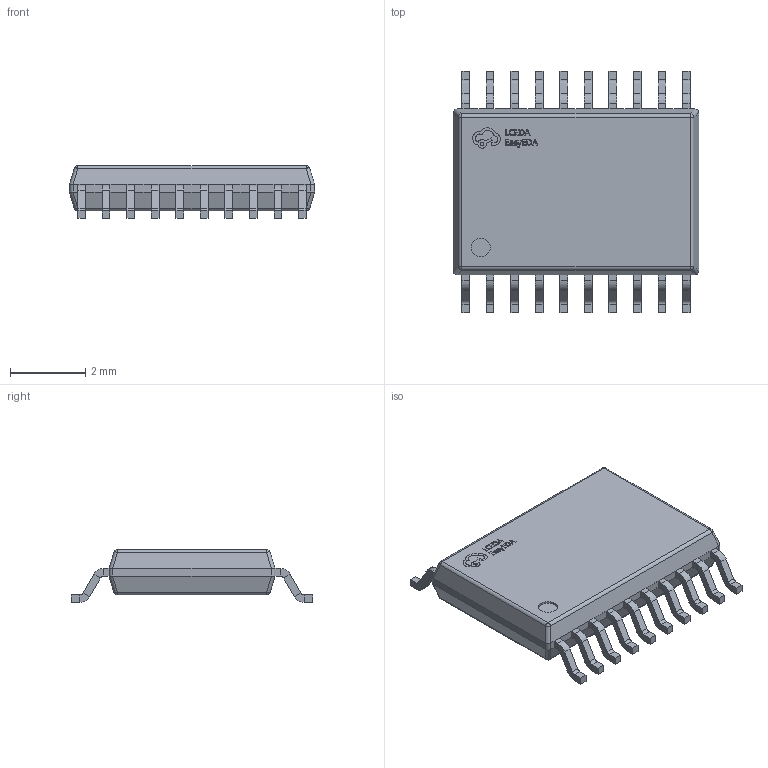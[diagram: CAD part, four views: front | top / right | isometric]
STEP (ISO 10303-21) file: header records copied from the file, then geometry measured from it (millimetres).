
FILE_DESCRIPTION (( 'STEP AP214' ), '1' );
FILE_NAME ('SOP-20_L6.5-W4.4-H1.2-LS6.4-P0.65.step', '2022-07-26T10:05:00', ( '' ), ( '' ), 'SwSTEP 2.0', 'SolidWorks 2020', '' );
FILE_SCHEMA (( 'AUTOMOTIVE_DESIGN' ));
Length unit declared in the file: millimetre
Products named in the file (1): SOP-20_L6.5-W4.4-H1.2-LS6.4-P0.65
Bounding box: 6.5 x 6.4 x 1.4 mm (x, y, z)
Volume: 33.7 mm3; surface area: 98.7 mm2
Topology: 14 solids, 14 shells, 775 faces, 1793 edges, 1054 vertices
Faces by surface type: plane 553, bspline 112, cylinder 102, sphere 8
Entity records: 30508 total; most frequent: CARTESIAN_POINT 5799, ORIENTED_EDGE 3586, DIRECTION 3057, EDGE_CURVE 1793, LINE 1353, VECTOR 1353, VERTEX_POINT 1054, AXIS2_PLACEMENT_3D 852
